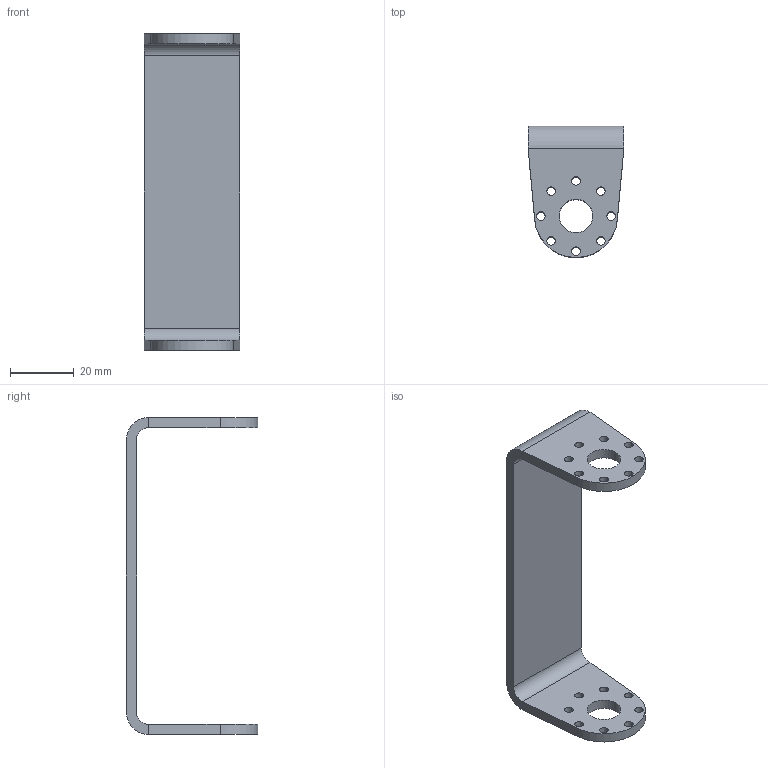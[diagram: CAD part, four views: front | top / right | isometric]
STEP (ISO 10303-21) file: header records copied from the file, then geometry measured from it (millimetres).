
FILE_DESCRIPTION (( 'STEP AP214' ), '1' );
FILE_NAME ('540_Dual_Frame_Custom.STEP', '2023-11-05T03:12:56', ( '' ), ( '' ), 'SwSTEP 2.0', 'SolidWorks 2022', '' );
FILE_SCHEMA (( 'AUTOMOTIVE_DESIGN' ));
Length unit declared in the file: millimetre
Products named in the file (1): 540_Dual_Frame_Custom
Bounding box: 30 x 41.13 x 99.35 mm (x, y, z)
Volume: 14367.8 mm3; surface area: 10870.4 mm2
Topology: 1 solids, 1 shells, 54 faces, 148 edges, 96 vertices
Faces by surface type: cylinder 42, plane 12
Entity records: 1858 total; most frequent: DIRECTION 342, CARTESIAN_POINT 299, ORIENTED_EDGE 296, EDGE_CURVE 148, AXIS2_PLACEMENT_3D 139, VERTEX_POINT 96, EDGE_LOOP 90, CIRCLE 84
